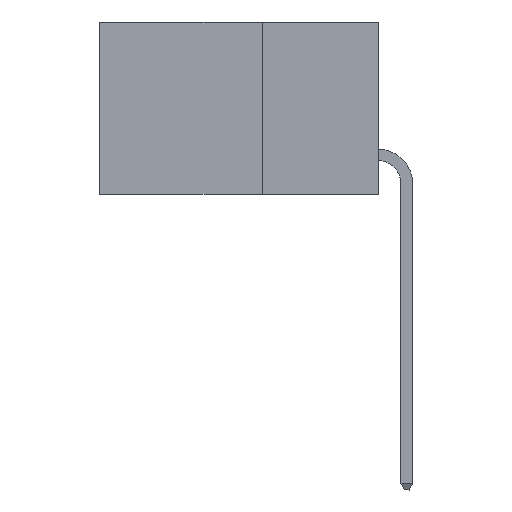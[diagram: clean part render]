
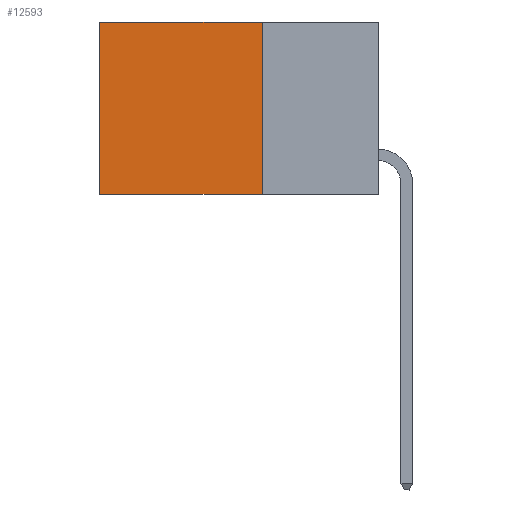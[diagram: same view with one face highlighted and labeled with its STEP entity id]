
A CAD part, left-side view. The second image highlights one B-rep face of the part: STEP entity #12593.
In plain terms, the highlighted planar face has unit normal (-1, 0, 0).
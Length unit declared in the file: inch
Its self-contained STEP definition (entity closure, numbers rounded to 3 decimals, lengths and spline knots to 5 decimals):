
#1609 = AXIS2_PLACEMENT_3D ( 'NONE', #9692, #13199, #5403 ) ;
#2040 = DIRECTION ( 'NONE',  ( 0., 0., -1. ) ) ;
#2495 = DIRECTION ( 'NONE',  ( 0., 1., 0. ) ) ;
#3079 = PLANE ( 'NONE',  #1609 ) ;
#3199 = CARTESIAN_POINT ( 'NONE',  ( 0.2615, 0.25, -0.37 ) ) ;
#3215 = CARTESIAN_POINT ( 'NONE',  ( 0.2615, 0.6, -0.37 ) ) ;
#3798 = EDGE_CURVE ( 'NONE', #13038, #7524, #6077, .T. ) ;
#3913 = CARTESIAN_POINT ( 'NONE',  ( 0.2615, 0.25, 0. ) ) ;
#5403 = DIRECTION ( 'NONE',  ( 0., 0., -1. ) ) ;
#5665 = EDGE_CURVE ( 'NONE', #11887, #7524, #13127, .T. ) ;
#6077 = LINE ( 'NONE', #14374, #14288 ) ;
#6185 = VECTOR ( 'NONE', #2040, 39.37008 ) ;
#6251 = DIRECTION ( 'NONE',  ( 0., 0., -1. ) ) ;
#6786 = ORIENTED_EDGE ( 'NONE', *, *, #5665, .T. ) ;
#6925 = ORIENTED_EDGE ( 'NONE', *, *, #12300, .T. ) ;
#7273 = LINE ( 'NONE', #12668, #12985 ) ;
#7375 = CARTESIAN_POINT ( 'NONE',  ( 0.2615, 0.6, -0.37 ) ) ;
#7524 = VERTEX_POINT ( 'NONE', #7375 ) ;
#7676 = VECTOR ( 'NONE', #2495, 39.37008 ) ;
#8036 = CARTESIAN_POINT ( 'NONE',  ( 0.2615, 0.25, 0. ) ) ;
#8367 = EDGE_CURVE ( 'NONE', #13297, #13038, #7273, .T. ) ;
#9692 = CARTESIAN_POINT ( 'NONE',  ( 0.2615, 0.25, -0.37 ) ) ;
#10620 = ORIENTED_EDGE ( 'NONE', *, *, #8367, .F. ) ;
#10786 = FACE_OUTER_BOUND ( 'NONE', #13301, .T. ) ;
#11306 = LINE ( 'NONE', #8036, #7676 ) ;
#11887 = VERTEX_POINT ( 'NONE', #13448 ) ;
#11908 = DIRECTION ( 'NONE',  ( 0., 1., 0. ) ) ;
#12300 = EDGE_CURVE ( 'NONE', #13297, #11887, #11306, .T. ) ;
#12593 = ADVANCED_FACE ( 'NONE', ( #10786 ), #3079, .F. ) ;
#12668 = CARTESIAN_POINT ( 'NONE',  ( 0.2615, 0.25, -0.37 ) ) ;
#12985 = VECTOR ( 'NONE', #6251, 39.37008 ) ;
#13038 = VERTEX_POINT ( 'NONE', #3199 ) ;
#13127 = LINE ( 'NONE', #3215, #6185 ) ;
#13199 = DIRECTION ( 'NONE',  ( 1., 0., 0. ) ) ;
#13297 = VERTEX_POINT ( 'NONE', #3913 ) ;
#13301 = EDGE_LOOP ( 'NONE', ( #6786, #14113, #10620, #6925 ) ) ;
#13448 = CARTESIAN_POINT ( 'NONE',  ( 0.2615, 0.6, 0. ) ) ;
#14113 = ORIENTED_EDGE ( 'NONE', *, *, #3798, .F. ) ;
#14288 = VECTOR ( 'NONE', #11908, 39.37008 ) ;
#14374 = CARTESIAN_POINT ( 'NONE',  ( 0.2615, 0.25, -0.37 ) ) ;
